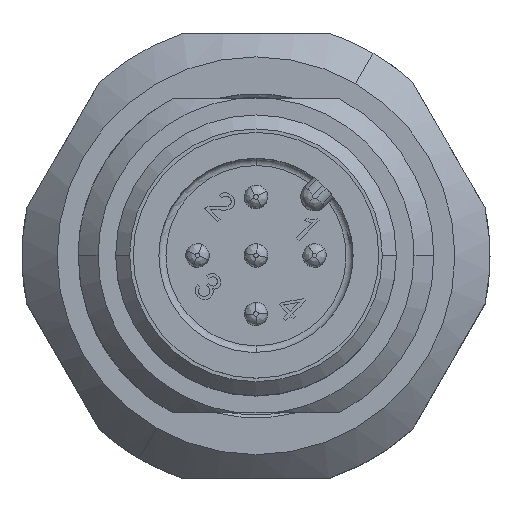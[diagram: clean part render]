
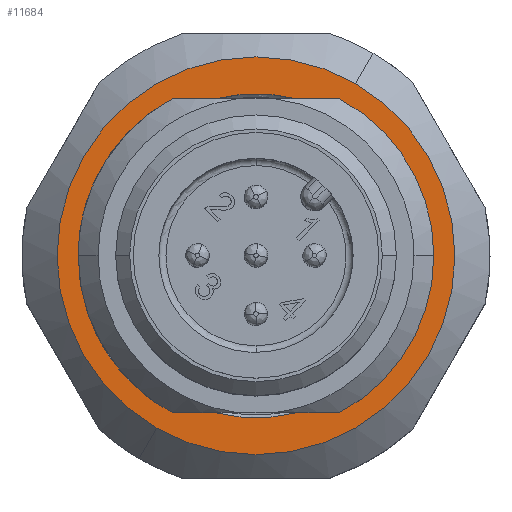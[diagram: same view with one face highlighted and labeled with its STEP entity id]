
A CAD part, top view. The second image highlights one B-rep face of the part: STEP entity #11684.
In plain terms, the highlighted planar face has unit normal (0, 0, 1).
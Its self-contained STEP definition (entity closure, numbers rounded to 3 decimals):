
#7625=AXIS2_PLACEMENT_3D('Circle Axis2P3D',#7623,#7624,$) ;
#7662=AXIS2_PLACEMENT_3D('Circle Axis2P3D',#7660,#7661,$) ;
#7795=AXIS2_PLACEMENT_3D('Circle Axis2P3D',#7793,#7794,$) ;
#7813=AXIS2_PLACEMENT_3D('Circle Axis2P3D',#7811,#7812,$) ;
#10204=AXIS2_PLACEMENT_3D('Circle Axis2P3D',#10202,#10203,$) ;
#10222=AXIS2_PLACEMENT_3D('Circle Axis2P3D',#10220,#10221,$) ;
#11547=AXIS2_PLACEMENT_3D('Circle Axis2P3D',#11545,#11546,$) ;
#11578=AXIS2_PLACEMENT_3D('Circle Axis2P3D',#11576,#11577,$) ;
#11666=AXIS2_PLACEMENT_3D('Plane Axis2P3D',#11663,#11664,#11665) ;
#7328=CARTESIAN_POINT('Line Origine',(7.321,2.8,22.5)) ;
#7332=CARTESIAN_POINT('Vertex',(8.229,2.8,22.5)) ;
#7334=CARTESIAN_POINT('Vertex',(6.413,2.8,22.5)) ;
#7449=CARTESIAN_POINT('Vertex',(11.771,2.8,22.5)) ;
#7452=CARTESIAN_POINT('Line Origine',(12.679,2.8,22.5)) ;
#7456=CARTESIAN_POINT('Vertex',(13.587,2.8,22.5)) ;
#7620=CARTESIAN_POINT('Vertex',(17.6,9.5,22.5)) ;
#7623=CARTESIAN_POINT('Axis2P3D Location',(10.,9.5,22.5)) ;
#7627=CARTESIAN_POINT('Vertex',(13.587,16.2,22.5)) ;
#7660=CARTESIAN_POINT('Axis2P3D Location',(10.,9.5,22.5)) ;
#7772=CARTESIAN_POINT('Vertex',(2.4,9.5,22.5)) ;
#7790=CARTESIAN_POINT('Vertex',(6.413,16.2,22.5)) ;
#7793=CARTESIAN_POINT('Axis2P3D Location',(10.,9.5,22.5)) ;
#7811=CARTESIAN_POINT('Axis2P3D Location',(10.,9.5,22.5)) ;
#9061=CARTESIAN_POINT('Line Origine',(7.321,16.2,22.5)) ;
#9065=CARTESIAN_POINT('Vertex',(8.229,16.2,22.5)) ;
#9083=CARTESIAN_POINT('Line Origine',(12.679,16.2,22.5)) ;
#9087=CARTESIAN_POINT('Vertex',(11.771,16.2,22.5)) ;
#10202=CARTESIAN_POINT('Axis2P3D Location',(10.,9.5,22.5)) ;
#10220=CARTESIAN_POINT('Axis2P3D Location',(10.,9.5,22.5)) ;
#11535=CARTESIAN_POINT('Vertex',(5.75,2.139,22.5)) ;
#11542=CARTESIAN_POINT('Vertex',(14.25,16.861,22.5)) ;
#11545=CARTESIAN_POINT('Axis2P3D Location',(10.,9.5,22.5)) ;
#11576=CARTESIAN_POINT('Axis2P3D Location',(10.,9.5,22.5)) ;
#11663=CARTESIAN_POINT('Axis2P3D Location',(6.52,3.472,22.5)) ;
#7329=DIRECTION('Vector Direction',(-1.,0.,0.)) ;
#7453=DIRECTION('Vector Direction',(-1.,0.,0.)) ;
#7624=DIRECTION('Axis2P3D Direction',(0.,0.,1.)) ;
#7661=DIRECTION('Axis2P3D Direction',(0.,0.,1.)) ;
#7794=DIRECTION('Axis2P3D Direction',(0.,0.,1.)) ;
#7812=DIRECTION('Axis2P3D Direction',(0.,0.,1.)) ;
#9062=DIRECTION('Vector Direction',(1.,0.,0.)) ;
#9084=DIRECTION('Vector Direction',(1.,0.,0.)) ;
#10203=DIRECTION('Axis2P3D Direction',(0.,0.,1.)) ;
#10221=DIRECTION('Axis2P3D Direction',(0.,0.,1.)) ;
#11546=DIRECTION('Axis2P3D Direction',(0.,0.,-1.)) ;
#11577=DIRECTION('Axis2P3D Direction',(0.,0.,-1.)) ;
#11664=DIRECTION('Axis2P3D Direction',(0.,0.,1.)) ;
#11665=DIRECTION('Axis2P3D XDirection',(-0.866,0.5,0.)) ;
#7330=VECTOR('Line Direction',#7329,1.) ;
#7454=VECTOR('Line Direction',#7453,1.) ;
#9063=VECTOR('Line Direction',#9062,1.) ;
#9085=VECTOR('Line Direction',#9084,1.) ;
#11669=ORIENTED_EDGE('',*,*,#11580,.T.) ;
#11670=ORIENTED_EDGE('',*,*,#11549,.T.) ;
#11673=ORIENTED_EDGE('',*,*,#9067,.T.) ;
#11674=ORIENTED_EDGE('',*,*,#10224,.F.) ;
#11675=ORIENTED_EDGE('',*,*,#9089,.T.) ;
#11676=ORIENTED_EDGE('',*,*,#7629,.T.) ;
#11677=ORIENTED_EDGE('',*,*,#7664,.T.) ;
#11678=ORIENTED_EDGE('',*,*,#7458,.T.) ;
#11679=ORIENTED_EDGE('',*,*,#10206,.F.) ;
#11680=ORIENTED_EDGE('',*,*,#7336,.T.) ;
#11681=ORIENTED_EDGE('',*,*,#7815,.T.) ;
#11682=ORIENTED_EDGE('',*,*,#7797,.T.) ;
#11683=FACE_BOUND('',#11672,.T.) ;
#11684=ADVANCED_FACE('V1',(#11671,#11683),#11667,.T.) ;
#7626=CIRCLE('generated circle',#7625,7.6) ;
#7663=CIRCLE('generated circle',#7662,7.6) ;
#7796=CIRCLE('generated circle',#7795,7.6) ;
#7814=CIRCLE('generated circle',#7813,7.6) ;
#10205=CIRCLE('generated circle',#10204,6.93) ;
#10223=CIRCLE('generated circle',#10222,6.93) ;
#11548=CIRCLE('generated circle',#11547,8.5) ;
#11579=CIRCLE('generated circle',#11578,8.5) ;
#7336=EDGE_CURVE('',#7333,#7335,#7331,.T.) ;
#7458=EDGE_CURVE('',#7457,#7450,#7455,.T.) ;
#7629=EDGE_CURVE('',#7628,#7621,#7626,.F.) ;
#7664=EDGE_CURVE('',#7621,#7457,#7663,.F.) ;
#7797=EDGE_CURVE('',#7773,#7791,#7796,.F.) ;
#7815=EDGE_CURVE('',#7335,#7773,#7814,.F.) ;
#9067=EDGE_CURVE('',#7791,#9066,#9064,.T.) ;
#9089=EDGE_CURVE('',#9088,#7628,#9086,.T.) ;
#10206=EDGE_CURVE('',#7333,#7450,#10205,.T.) ;
#10224=EDGE_CURVE('',#9088,#9066,#10223,.T.) ;
#11549=EDGE_CURVE('',#11536,#11543,#11548,.F.) ;
#11580=EDGE_CURVE('',#11543,#11536,#11579,.F.) ;
#11668=EDGE_LOOP('',(#11669,#11670)) ;
#11672=EDGE_LOOP('',(#11673,#11674,#11675,#11676,#11677,#11678,#11679,#11680,#11681,#11682)) ;
#11671=FACE_OUTER_BOUND('',#11668,.T.) ;
#7331=LINE('Line',#7328,#7330) ;
#7455=LINE('Line',#7452,#7454) ;
#9064=LINE('Line',#9061,#9063) ;
#9086=LINE('Line',#9083,#9085) ;
#11667=PLANE('',#11666) ;
#7333=VERTEX_POINT('',#7332) ;
#7335=VERTEX_POINT('',#7334) ;
#7450=VERTEX_POINT('',#7449) ;
#7457=VERTEX_POINT('',#7456) ;
#7621=VERTEX_POINT('',#7620) ;
#7628=VERTEX_POINT('',#7627) ;
#7773=VERTEX_POINT('',#7772) ;
#7791=VERTEX_POINT('',#7790) ;
#9066=VERTEX_POINT('',#9065) ;
#9088=VERTEX_POINT('',#9087) ;
#11536=VERTEX_POINT('',#11535) ;
#11543=VERTEX_POINT('',#11542) ;
